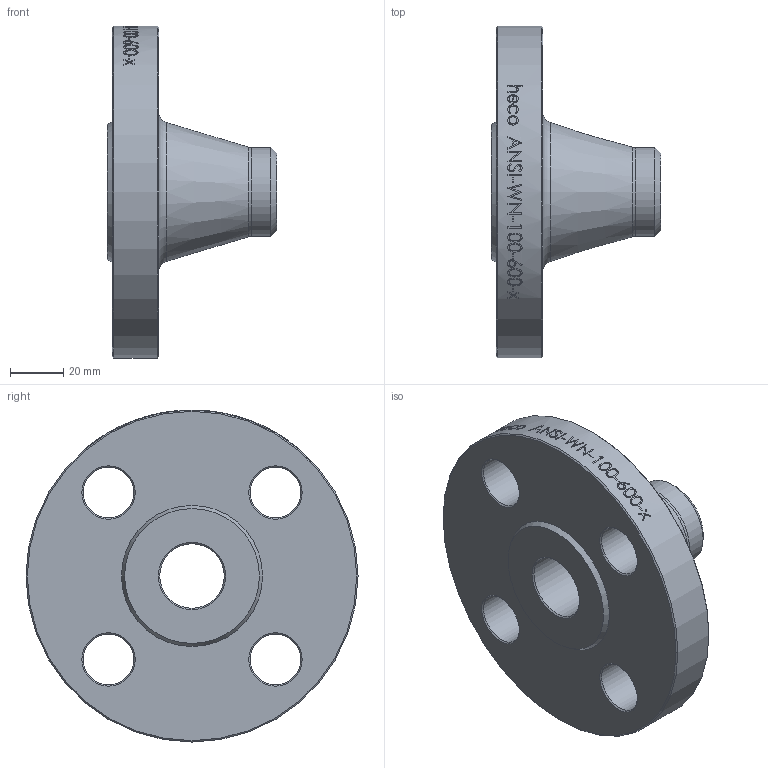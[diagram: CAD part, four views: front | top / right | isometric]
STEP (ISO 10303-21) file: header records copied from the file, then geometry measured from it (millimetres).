
FILE_DESCRIPTION (( 'STEP AP214' ), '1' );
FILE_NAME ('ANSI-WN-100-600-x Vorschweissflansch ASME B16.5 Class600 2102.STEP', '2021-02-11T11:06:25', ( '' ), ( '' ), 'SwSTEP 2.0', 'SolidWorks 2019', '' );
FILE_SCHEMA (( 'AUTOMOTIVE_DESIGN' ));
Length unit declared in the file: millimetre
Products named in the file (1): ANSI-WN-100-600-x Vorschweissflansch ASME B16.5 Class600 2102
Bounding box: 64 x 125 x 125 mm (x, y, z)
Volume: 230344.1 mm3; surface area: 41363.2 mm2
Topology: 1 solids, 1 shells, 56 faces, 258 edges, 234 vertices
Faces by surface type: cylinder 36, cone 14, plane 4, torus 2
Full cylindrical faces by diameter (mm): 19.1 x4, 24.3 x1, 33.4 x1, 125 x1
Entity records: 6401 total; most frequent: CARTESIAN_POINT 4216, ORIENTED_EDGE 452, DIRECTION 281, EDGE_CURVE 226, VERTEX_POINT 226, B_SPLINE_CURVE_WITH_KNOTS 130, AXIS2_PLACEMENT_3D 128, EDGE_LOOP 120
